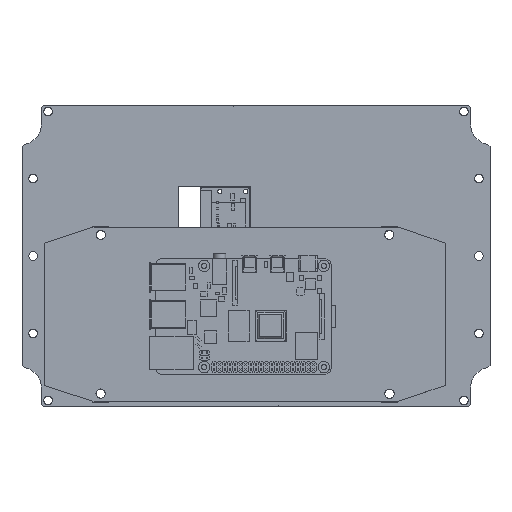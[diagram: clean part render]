
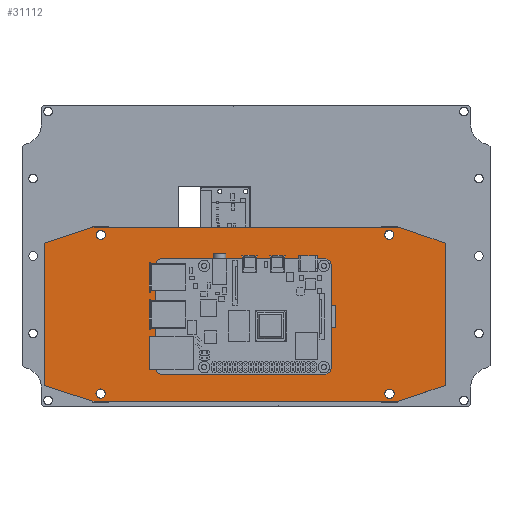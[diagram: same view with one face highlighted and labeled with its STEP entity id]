
A CAD part, top view. The second image highlights one B-rep face of the part: STEP entity #31112.
In plain terms, the highlighted planar face has unit normal (0, 0, 1).
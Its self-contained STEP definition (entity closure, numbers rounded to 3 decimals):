
#478=FACE_BOUND('',#5287,.T.);
#479=FACE_BOUND('',#5288,.T.);
#480=FACE_BOUND('',#5289,.T.);
#481=FACE_BOUND('',#5290,.T.);
#482=FACE_BOUND('',#5291,.T.);
#483=FACE_BOUND('',#5292,.T.);
#484=FACE_BOUND('',#5293,.T.);
#485=FACE_BOUND('',#5294,.T.);
#1192=CIRCLE('',#33844,3.);
#1194=CIRCLE('',#33848,3.);
#1196=CIRCLE('',#33852,3.);
#1198=CIRCLE('',#33856,3.);
#1200=CIRCLE('',#33860,2.25);
#1202=CIRCLE('',#33863,2.25);
#1204=CIRCLE('',#33866,2.25);
#1206=CIRCLE('',#33869,2.25);
#3289=FACE_OUTER_BOUND('',#5286,.T.);
#5286=EDGE_LOOP('',(#27322,#27323,#27324,#27325,#27326,#27327,#27328,#27329));
#5287=EDGE_LOOP('',(#27330));
#5288=EDGE_LOOP('',(#27331));
#5289=EDGE_LOOP('',(#27332));
#5290=EDGE_LOOP('',(#27333));
#5291=EDGE_LOOP('',(#27334));
#5292=EDGE_LOOP('',(#27335));
#5293=EDGE_LOOP('',(#27336));
#5294=EDGE_LOOP('',(#27337));
#8857=LINE('',#51152,#12481);
#8860=LINE('',#51158,#12484);
#8863=LINE('',#51164,#12487);
#8866=LINE('',#51170,#12490);
#8869=LINE('',#51176,#12493);
#8872=LINE('',#51182,#12496);
#8875=LINE('',#51188,#12499);
#8878=LINE('',#51192,#12502);
#12481=VECTOR('',#42111,10.);
#12484=VECTOR('',#42116,10.);
#12487=VECTOR('',#42121,10.);
#12490=VECTOR('',#42126,10.);
#12493=VECTOR('',#42131,10.);
#12496=VECTOR('',#42136,10.);
#12499=VECTOR('',#42141,10.);
#12502=VECTOR('',#42146,10.);
#15155=VERTEX_POINT('',#51096);
#15157=VERTEX_POINT('',#51103);
#15159=VERTEX_POINT('',#51110);
#15161=VERTEX_POINT('',#51117);
#15163=VERTEX_POINT('',#51124);
#15165=VERTEX_POINT('',#51130);
#15167=VERTEX_POINT('',#51136);
#15169=VERTEX_POINT('',#51142);
#15172=VERTEX_POINT('',#51149);
#15173=VERTEX_POINT('',#51151);
#15175=VERTEX_POINT('',#51157);
#15177=VERTEX_POINT('',#51163);
#15179=VERTEX_POINT('',#51169);
#15181=VERTEX_POINT('',#51175);
#15183=VERTEX_POINT('',#51181);
#15185=VERTEX_POINT('',#51187);
#19212=EDGE_CURVE('',#15155,#15155,#1192,.T.);
#19215=EDGE_CURVE('',#15157,#15157,#1194,.T.);
#19218=EDGE_CURVE('',#15159,#15159,#1196,.T.);
#19221=EDGE_CURVE('',#15161,#15161,#1198,.T.);
#19224=EDGE_CURVE('',#15163,#15163,#1200,.T.);
#19227=EDGE_CURVE('',#15165,#15165,#1202,.T.);
#19230=EDGE_CURVE('',#15167,#15167,#1204,.T.);
#19233=EDGE_CURVE('',#15169,#15169,#1206,.T.);
#19236=EDGE_CURVE('',#15173,#15172,#8857,.T.);
#19239=EDGE_CURVE('',#15175,#15173,#8860,.T.);
#19242=EDGE_CURVE('',#15177,#15175,#8863,.T.);
#19245=EDGE_CURVE('',#15179,#15177,#8866,.T.);
#19248=EDGE_CURVE('',#15181,#15179,#8869,.T.);
#19251=EDGE_CURVE('',#15183,#15181,#8872,.T.);
#19254=EDGE_CURVE('',#15185,#15183,#8875,.T.);
#19257=EDGE_CURVE('',#15172,#15185,#8878,.T.);
#27322=ORIENTED_EDGE('',*,*,#19257,.T.);
#27323=ORIENTED_EDGE('',*,*,#19254,.T.);
#27324=ORIENTED_EDGE('',*,*,#19251,.T.);
#27325=ORIENTED_EDGE('',*,*,#19248,.T.);
#27326=ORIENTED_EDGE('',*,*,#19245,.T.);
#27327=ORIENTED_EDGE('',*,*,#19242,.T.);
#27328=ORIENTED_EDGE('',*,*,#19239,.T.);
#27329=ORIENTED_EDGE('',*,*,#19236,.T.);
#27330=ORIENTED_EDGE('',*,*,#19212,.T.);
#27331=ORIENTED_EDGE('',*,*,#19215,.T.);
#27332=ORIENTED_EDGE('',*,*,#19218,.T.);
#27333=ORIENTED_EDGE('',*,*,#19221,.T.);
#27334=ORIENTED_EDGE('',*,*,#19224,.T.);
#27335=ORIENTED_EDGE('',*,*,#19227,.T.);
#27336=ORIENTED_EDGE('',*,*,#19230,.T.);
#27337=ORIENTED_EDGE('',*,*,#19233,.T.);
#29227=PLANE('',#33878);
#31112=ADVANCED_FACE('',(#3289,#478,#479,#480,#481,#482,#483,#484,#485),
#29227,.T.);
#33844=AXIS2_PLACEMENT_3D('',#51098,#42048,#42049);
#33848=AXIS2_PLACEMENT_3D('',#51105,#42057,#42058);
#33852=AXIS2_PLACEMENT_3D('',#51112,#42066,#42067);
#33856=AXIS2_PLACEMENT_3D('',#51119,#42075,#42076);
#33860=AXIS2_PLACEMENT_3D('',#51126,#42084,#42085);
#33863=AXIS2_PLACEMENT_3D('',#51132,#42091,#42092);
#33866=AXIS2_PLACEMENT_3D('',#51138,#42098,#42099);
#33869=AXIS2_PLACEMENT_3D('',#51144,#42105,#42106);
#33878=AXIS2_PLACEMENT_3D('',#51193,#42147,#42148);
#42048=DIRECTION('center_axis',(0.,0.,-1.));
#42049=DIRECTION('ref_axis',(-1.,0.,0.));
#42057=DIRECTION('center_axis',(0.,0.,-1.));
#42058=DIRECTION('ref_axis',(-1.,0.,0.));
#42066=DIRECTION('center_axis',(0.,0.,-1.));
#42067=DIRECTION('ref_axis',(-1.,0.,0.));
#42075=DIRECTION('center_axis',(0.,0.,-1.));
#42076=DIRECTION('ref_axis',(-1.,0.,0.));
#42084=DIRECTION('center_axis',(0.,0.,-1.));
#42085=DIRECTION('ref_axis',(-1.,0.,0.));
#42091=DIRECTION('center_axis',(0.,0.,-1.));
#42092=DIRECTION('ref_axis',(-1.,0.,0.));
#42098=DIRECTION('center_axis',(0.,0.,-1.));
#42099=DIRECTION('ref_axis',(-1.,0.,0.));
#42105=DIRECTION('center_axis',(0.,0.,-1.));
#42106=DIRECTION('ref_axis',(-1.,0.,0.));
#42111=DIRECTION('',(0.,1.,0.));
#42116=DIRECTION('',(0.948,0.318,0.));
#42121=DIRECTION('',(1.,0.,0.));
#42126=DIRECTION('',(0.95,-0.311,0.));
#42131=DIRECTION('',(0.,-1.,0.));
#42136=DIRECTION('',(-0.948,-0.318,0.));
#42141=DIRECTION('',(-1.,0.,0.));
#42146=DIRECTION('',(-0.946,0.325,0.));
#42147=DIRECTION('center_axis',(0.,0.,1.));
#42148=DIRECTION('ref_axis',(1.,0.,0.));
#51096=CARTESIAN_POINT('',(-22.104,-53.886,32.));
#51098=CARTESIAN_POINT('Origin',(-25.104,-53.886,32.));
#51103=CARTESIAN_POINT('',(-22.104,-4.894,32.));
#51105=CARTESIAN_POINT('Origin',(-25.104,-4.894,32.));
#51110=CARTESIAN_POINT('',(35.888,-53.886,32.));
#51112=CARTESIAN_POINT('Origin',(32.888,-53.886,32.));
#51117=CARTESIAN_POINT('',(35.888,-4.894,32.));
#51119=CARTESIAN_POINT('Origin',(32.888,-4.894,32.));
#51124=CARTESIAN_POINT('',(-73.053,-66.749,32.));
#51126=CARTESIAN_POINT('Origin',(-75.303,-66.749,32.));
#51130=CARTESIAN_POINT('',(66.965,-66.835,32.));
#51132=CARTESIAN_POINT('Origin',(64.715,-66.835,32.));
#51136=CARTESIAN_POINT('',(-73.034,10.186,32.));
#51138=CARTESIAN_POINT('Origin',(-75.284,10.186,32.));
#51142=CARTESIAN_POINT('',(66.848,10.299,32.));
#51144=CARTESIAN_POINT('Origin',(64.598,10.299,32.));
#51149=CARTESIAN_POINT('',(91.716,6.184,32.));
#51151=CARTESIAN_POINT('',(91.716,-62.816,32.));
#51152=CARTESIAN_POINT('',(91.716,-62.816,32.));
#51157=CARTESIAN_POINT('',(69.,-70.441,32.));
#51158=CARTESIAN_POINT('',(91.716,-62.816,32.));
#51163=CARTESIAN_POINT('',(-79.,-70.441,32.));
#51164=CARTESIAN_POINT('',(69.,-70.441,32.));
#51169=CARTESIAN_POINT('',(-102.284,-62.816,32.));
#51170=CARTESIAN_POINT('',(-79.,-70.441,32.));
#51175=CARTESIAN_POINT('',(-102.284,6.184,32.));
#51176=CARTESIAN_POINT('',(-102.284,-62.816,32.));
#51181=CARTESIAN_POINT('',(-79.,14.,32.));
#51182=CARTESIAN_POINT('',(-102.284,6.184,32.));
#51187=CARTESIAN_POINT('',(69.,14.,32.));
#51188=CARTESIAN_POINT('',(-79.,14.,32.));
#51192=CARTESIAN_POINT('',(69.,14.,32.));
#51193=CARTESIAN_POINT('Origin',(-5.284,-28.22,32.));
